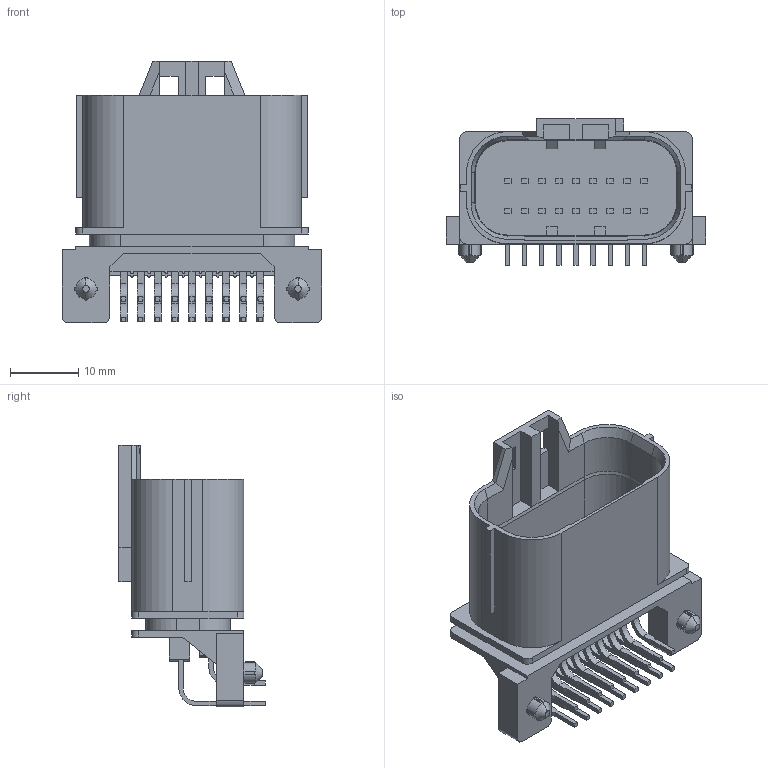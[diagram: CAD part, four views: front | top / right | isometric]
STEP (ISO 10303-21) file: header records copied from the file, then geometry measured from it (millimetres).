
FILE_DESCRIPTION (( 'STEP AP203' ), '1' );
FILE_NAME ('K3D-MX23A18NF1-R5 JAE Connector Division Proprietary.STEP', '2009-01-23T01:35:05', ( '' ), ( '' ), 'SwSTEP 2.0', 'SolidWorks 2008', '' );
FILE_SCHEMA (( 'CONFIG_CONTROL_DESIGN' ));
Length unit declared in the file: millimetre
Products named in the file (1): K3D-MX23A18NF1-R5 JAE Connector Division Proprietary
Bounding box: 38 x 21.4 x 38.3 mm (x, y, z)
Volume: 5426.5 mm3; surface area: 7685.5 mm2
Topology: 1 solids, 1 shells, 601 faces, 1646 edges, 1086 vertices
Faces by surface type: plane 475, cylinder 114, cone 12
Entity records: 18960 total; most frequent: CARTESIAN_POINT 3445, ORIENTED_EDGE 3292, DIRECTION 3055, EDGE_CURVE 1646, LINE 1383, VECTOR 1383, VERTEX_POINT 1086, AXIS2_PLACEMENT_3D 836
